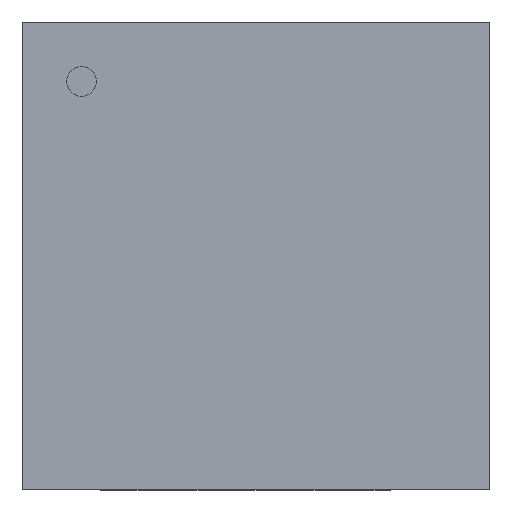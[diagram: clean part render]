
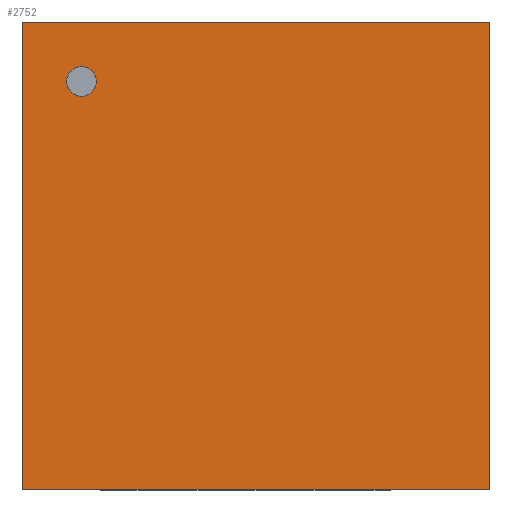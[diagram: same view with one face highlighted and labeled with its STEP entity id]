
A CAD part, top view. The second image highlights one B-rep face of the part: STEP entity #2752.
In plain terms, the highlighted planar face has unit normal (0, 0, 1).
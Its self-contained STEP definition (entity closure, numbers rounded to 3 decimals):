
#326=CARTESIAN_POINT('',(-1.075,1.175,1.0));
#327=VERTEX_POINT('',#326);
#336=CARTESIAN_POINT('',(-1.275,1.175,1.0));
#337=VERTEX_POINT('',#336);
#338=CARTESIAN_POINT('',(-1.175,1.175,1.0));
#339=DIRECTION('',(0.0,0.0,-1.0));
#340=DIRECTION('',(1.0,0.0,0.0));
#341=AXIS2_PLACEMENT_3D('',#338,#339,#340);
#342=CIRCLE('',#341,0.1);
#343=EDGE_CURVE('',#337,#327,#342,.T.);
#377=CARTESIAN_POINT('',(-1.175,1.175,1.0));
#378=DIRECTION('',(0.0,0.0,-1.0));
#379=DIRECTION('',(1.0,0.0,0.0));
#380=AXIS2_PLACEMENT_3D('',#377,#378,#379);
#381=CIRCLE('',#380,0.1);
#382=EDGE_CURVE('',#327,#337,#381,.T.);
#2503=CARTESIAN_POINT('',(-1.575,1.575,1.0));
#2504=VERTEX_POINT('',#2503);
#2511=CARTESIAN_POINT('',(1.575,1.575,1.0));
#2512=VERTEX_POINT('',#2511);
#2513=CARTESIAN_POINT('',(-1.575,1.575,1.0));
#2514=DIRECTION('',(1.0,0.0,0.0));
#2515=VECTOR('',#2514,3.15);
#2516=LINE('',#2513,#2515);
#2517=EDGE_CURVE('',#2504,#2512,#2516,.T.);
#2588=CARTESIAN_POINT('',(-1.575,-1.575,1.0));
#2589=VERTEX_POINT('',#2588);
#2596=CARTESIAN_POINT('',(-1.575,-1.575,1.0));
#2597=DIRECTION('',(0.0,1.0,0.0));
#2598=VECTOR('',#2597,3.15);
#2599=LINE('',#2596,#2598);
#2600=EDGE_CURVE('',#2589,#2504,#2599,.T.);
#2646=CARTESIAN_POINT('',(1.575,-1.575,1.0));
#2647=VERTEX_POINT('',#2646);
#2654=CARTESIAN_POINT('',(1.575,-1.575,1.0));
#2655=DIRECTION('',(-1.0,0.0,0.0));
#2656=VECTOR('',#2655,3.15);
#2657=LINE('',#2654,#2656);
#2658=EDGE_CURVE('',#2647,#2589,#2657,.T.);
#2712=CARTESIAN_POINT('',(1.575,1.575,1.0));
#2713=DIRECTION('',(0.0,-1.0,0.0));
#2714=VECTOR('',#2713,3.15);
#2715=LINE('',#2712,#2714);
#2716=EDGE_CURVE('',#2512,#2647,#2715,.T.);
#2737=CARTESIAN_POINT('',(0.,0.,1.0));
#2738=DIRECTION('',(0.0,0.0,1.0));
#2739=DIRECTION('',(1.0,0.0,0.0));
#2740=AXIS2_PLACEMENT_3D('',#2737,#2738,#2739);
#2741=PLANE('',#2740);
#2742=ORIENTED_EDGE('',*,*,#2600,.F.);
#2743=ORIENTED_EDGE('',*,*,#2658,.F.);
#2744=ORIENTED_EDGE('',*,*,#2716,.F.);
#2745=ORIENTED_EDGE('',*,*,#2517,.F.);
#2746=EDGE_LOOP('',(#2742,#2743,#2744,#2745));
#2747=FACE_OUTER_BOUND('',#2746,.T.);
#2748=ORIENTED_EDGE('',*,*,#382,.T.);
#2749=ORIENTED_EDGE('',*,*,#343,.T.);
#2750=EDGE_LOOP('',(#2748,#2749));
#2751=FACE_BOUND('',#2750,.T.);
#2752=ADVANCED_FACE('',(#2747,#2751),#2741,.T.);
